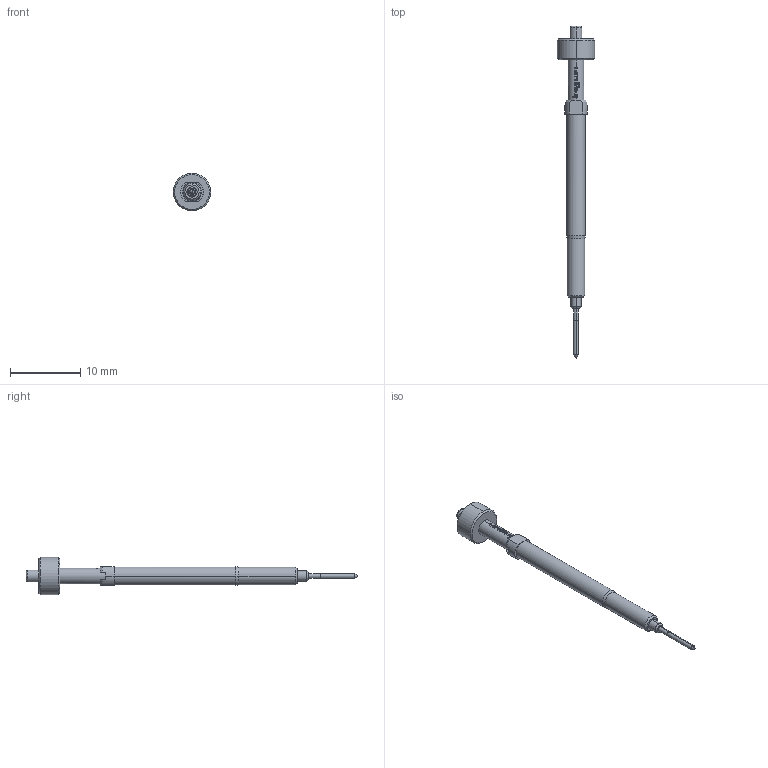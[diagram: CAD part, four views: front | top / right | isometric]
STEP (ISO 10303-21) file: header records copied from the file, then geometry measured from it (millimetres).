
FILE_DESCRIPTION (( 'STEP AP203' ), '1' );
FILE_NAME ('INGUN_DPS-465_303_070_A_xx43_M-F.STEP', '2021-10-19T09:04:23', ( 'ochi' ), ( '' ), 'SwSTEP 2.0', 'SolidWorks 2018', '' );
FILE_SCHEMA (( 'CONFIG_CONTROL_DESIGN' ));
Length unit declared in the file: millimetre
Products named in the file (1): INGUN_DPS-465_303_070_A_xx43_M-F
Bounding box: 5.3 x 47.1 x 5.3 mm (x, y, z)
Volume: 240.8 mm3; surface area: 426 mm2
Topology: 1 solids, 1 shells, 150 faces, 390 edges, 246 vertices
Faces by surface type: plane 61, cylinder 45, bspline 22, cone 20, torus 2
Entity records: 4931 total; most frequent: CARTESIAN_POINT 1327, ORIENTED_EDGE 772, DIRECTION 696, EDGE_CURVE 386, AXIS2_PLACEMENT_3D 275, VERTEX_POINT 246, EDGE_LOOP 158, ADVANCED_FACE 150
